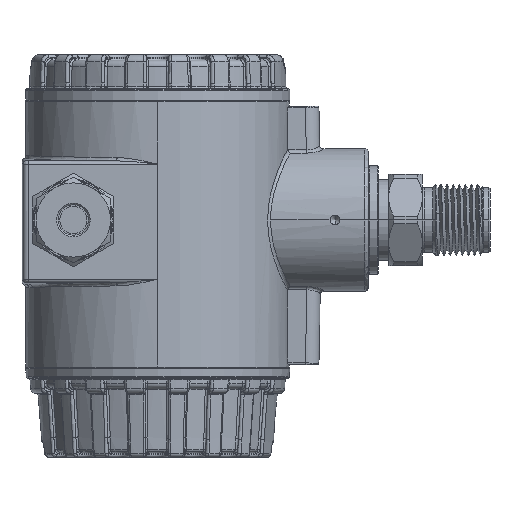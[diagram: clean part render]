
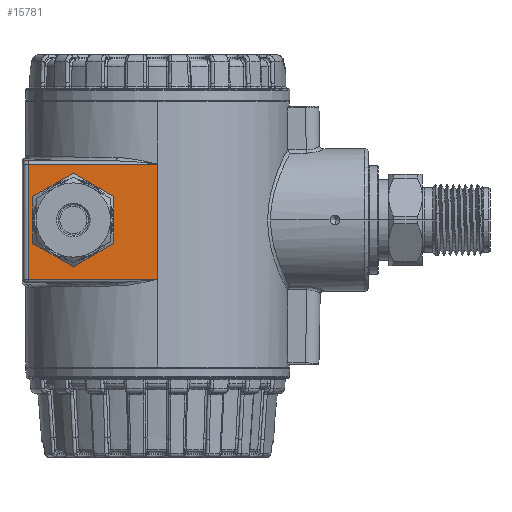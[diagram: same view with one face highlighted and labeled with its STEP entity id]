
A CAD part, left-side view. The second image highlights one B-rep face of the part: STEP entity #15781.
In plain terms, the highlighted planar face has unit normal (-1, 0, 0).
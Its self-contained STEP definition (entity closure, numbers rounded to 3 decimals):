
#166 = VERTEX_POINT ( 'NONE', #33787 ) ;
#870 = VERTEX_POINT ( 'NONE', #94337 ) ;
#4086 = ORIENTED_EDGE ( 'NONE', *, *, #85688, .F. ) ;
#9584 = DIRECTION ( 'NONE',  ( 1., 0., 0. ) ) ;
#12251 = EDGE_CURVE ( 'NONE', #38349, #33214, #59019, .T. ) ;
#12663 = DIRECTION ( 'NONE',  ( 1., 0., 0. ) ) ;
#15386 = AXIS2_PLACEMENT_3D ( 'NONE', #51980, #9584, #34194 ) ;
#15781 = ADVANCED_FACE ( 'NONE', ( #105187, #50563 ), #94866, .F. ) ;
#18260 = EDGE_LOOP ( 'NONE', ( #22761, #107558 ) ) ;
#18944 = CARTESIAN_POINT ( 'NONE',  ( -39., 22.075, 464.502 ) ) ;
#21228 = CARTESIAN_POINT ( 'NONE',  ( -39., 24.989, 464.905 ) ) ;
#22761 = ORIENTED_EDGE ( 'NONE', *, *, #49028, .T. ) ;
#23219 = CARTESIAN_POINT ( 'NONE',  ( -39., 24.989, 474.258 ) ) ;
#25843 = CARTESIAN_POINT ( 'NONE',  ( -39., 38.355, 447.38 ) ) ;
#33214 = VERTEX_POINT ( 'NONE', #96542 ) ;
#33787 = CARTESIAN_POINT ( 'NONE',  ( -39., 38.355, 481.424 ) ) ;
#34194 = DIRECTION ( 'NONE',  ( 0., 0., 1. ) ) ;
#35228 = AXIS2_PLACEMENT_3D ( 'NONE', #18944, #103426, #35693 ) ;
#35693 = DIRECTION ( 'NONE',  ( 0., 1., 0. ) ) ;
#36902 = EDGE_CURVE ( 'NONE', #46679, #166, #45983, .T. ) ;
#37290 = CIRCLE ( 'NONE', #104101, 9.353 ) ;
#38349 = VERTEX_POINT ( 'NONE', #52234 ) ;
#40720 = ORIENTED_EDGE ( 'NONE', *, *, #12251, .F. ) ;
#40836 = DIRECTION ( 'NONE',  ( 0., 0., -1. ) ) ;
#45983 = LINE ( 'NONE', #25843, #64663 ) ;
#46679 = VERTEX_POINT ( 'NONE', #75423 ) ;
#49028 = EDGE_CURVE ( 'NONE', #92938, #870, #68191, .T. ) ;
#50563 = FACE_BOUND ( 'NONE', #18260, .T. ) ;
#51980 = CARTESIAN_POINT ( 'NONE',  ( -39., 24.989, 464.905 ) ) ;
#52234 = CARTESIAN_POINT ( 'NONE',  ( -39., 0., 481.424 ) ) ;
#52548 = EDGE_CURVE ( 'NONE', #870, #92938, #37290, .T. ) ;
#59019 = LINE ( 'NONE', #76155, #101655 ) ;
#59710 = DIRECTION ( 'NONE',  ( 0., 0., 1. ) ) ;
#64090 = ORIENTED_EDGE ( 'NONE', *, *, #36902, .F. ) ;
#64663 = VECTOR ( 'NONE', #59710, 1000. ) ;
#68191 = CIRCLE ( 'NONE', #15386, 9.353 ) ;
#69807 = CARTESIAN_POINT ( 'NONE',  ( -39., 0., 447.38 ) ) ;
#71845 = DIRECTION ( 'NONE',  ( 0., 0., -1. ) ) ;
#74335 = VECTOR ( 'NONE', #76686, 1000. ) ;
#75423 = CARTESIAN_POINT ( 'NONE',  ( -39., 38.355, 447.38 ) ) ;
#76155 = CARTESIAN_POINT ( 'NONE',  ( -39., 0., 481.424 ) ) ;
#76686 = DIRECTION ( 'NONE',  ( 0., -1., 0. ) ) ;
#77791 = CARTESIAN_POINT ( 'NONE',  ( -39., 38.355, 481.424 ) ) ;
#84013 = EDGE_CURVE ( 'NONE', #166, #38349, #95691, .T. ) ;
#85688 = EDGE_CURVE ( 'NONE', #33214, #46679, #93909, .T. ) ;
#89954 = ORIENTED_EDGE ( 'NONE', *, *, #84013, .F. ) ;
#90374 = EDGE_LOOP ( 'NONE', ( #89954, #64090, #4086, #40720 ) ) ;
#92938 = VERTEX_POINT ( 'NONE', #23219 ) ;
#93909 = LINE ( 'NONE', #69807, #99268 ) ;
#94337 = CARTESIAN_POINT ( 'NONE',  ( -39., 24.989, 455.552 ) ) ;
#94866 = PLANE ( 'NONE',  #35228 ) ;
#95691 = LINE ( 'NONE', #77791, #74335 ) ;
#96542 = CARTESIAN_POINT ( 'NONE',  ( -39., 0., 447.38 ) ) ;
#99268 = VECTOR ( 'NONE', #102951, 1000. ) ;
#101655 = VECTOR ( 'NONE', #40836, 1000. ) ;
#102951 = DIRECTION ( 'NONE',  ( 0., 1., 0. ) ) ;
#103426 = DIRECTION ( 'NONE',  ( 1., 0., 0. ) ) ;
#104101 = AXIS2_PLACEMENT_3D ( 'NONE', #21228, #12663, #71845 ) ;
#105187 = FACE_OUTER_BOUND ( 'NONE', #90374, .T. ) ;
#107558 = ORIENTED_EDGE ( 'NONE', *, *, #52548, .T. ) ;
